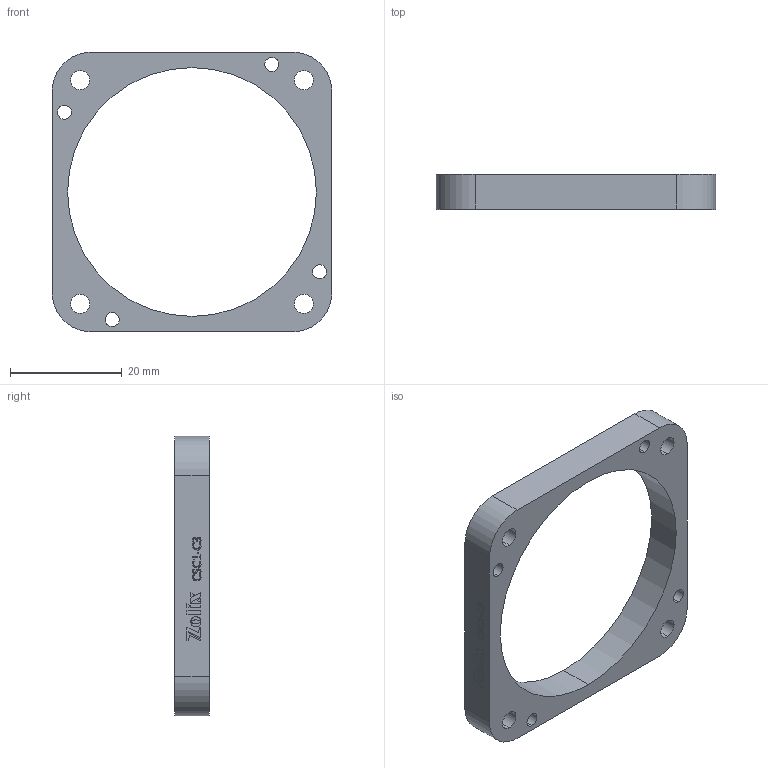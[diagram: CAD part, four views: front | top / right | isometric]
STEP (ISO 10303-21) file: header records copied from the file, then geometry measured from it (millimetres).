
FILE_DESCRIPTION (( 'STEP AP203' ), '1' );
FILE_NAME ('CSC1-C3_笼式立方体转接板_V1.STEP', '2025-10-11T08:43:20', ( '' ), ( '' ), 'SwSTEP 2.0', 'SolidWorks 2020', '' );
FILE_SCHEMA (( 'CONFIG_CONTROL_DESIGN' ));
Length unit declared in the file: millimetre
Products named in the file (1): CSC1-C3_笼式立方体转接板_V1
Bounding box: 50 x 6.2 x 50 mm (x, y, z)
Volume: 4872.9 mm3; surface area: 4331.9 mm2
Topology: 1 solids, 1 shells, 295 faces, 816 edges, 544 vertices
Faces by surface type: plane 191, bspline 74, cylinder 30
Entity records: 11009 total; most frequent: CARTESIAN_POINT 4400, ORIENTED_EDGE 1632, DIRECTION 872, EDGE_CURVE 816, VERTEX_POINT 544, B_SPLINE_CURVE_WITH_KNOTS 448, EDGE_LOOP 334, VECTOR 308
